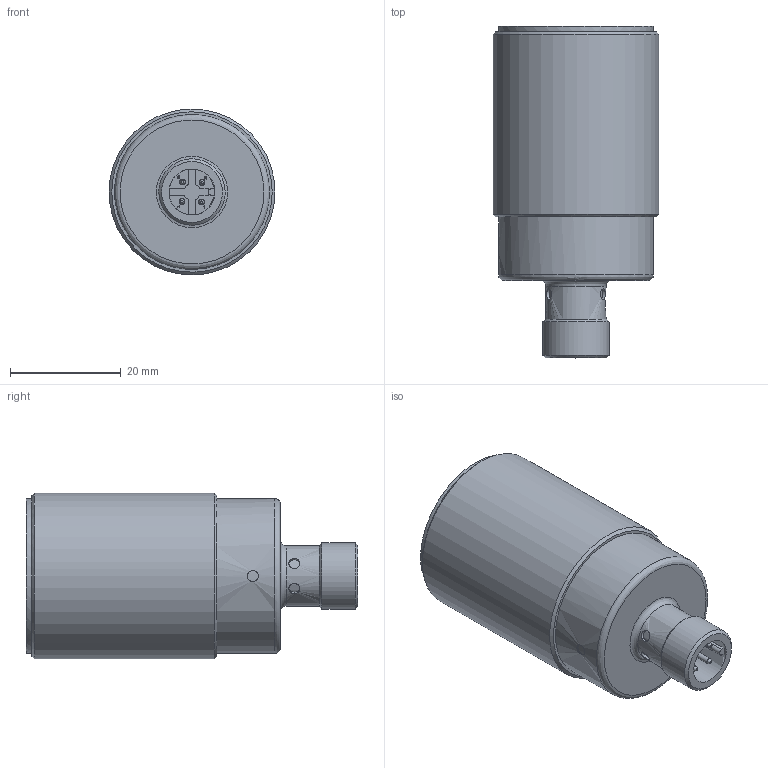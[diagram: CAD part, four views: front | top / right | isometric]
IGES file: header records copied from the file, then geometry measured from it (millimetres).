
Global section: file name: 3D-Model-US30M3000 G3-B4; native system: Autodesk Inventor 2018; preprocessor: unknown; author: C. Frage; organization: di-soric GmbH & Co. KG; date: 20180111.083239; units: millimetre
Bounding box: 30 x 60 x 30 mm (x, y, z)
Volume: 32226.6 mm3; surface area: 6776.1 mm2
Topology: 1 solids, 14 shells, 391 faces, 1068 edges, 717 vertices
Faces by surface type: bspline 391
